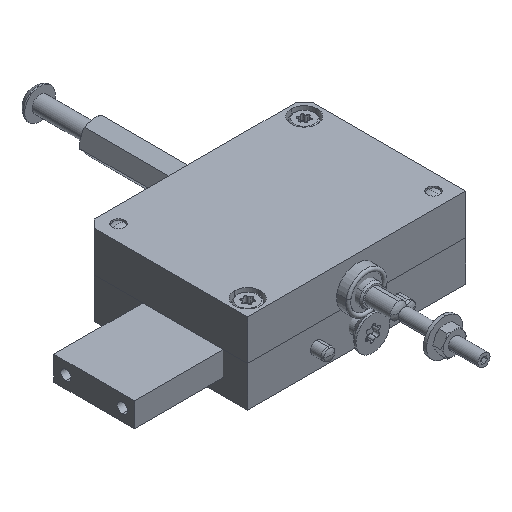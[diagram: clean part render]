
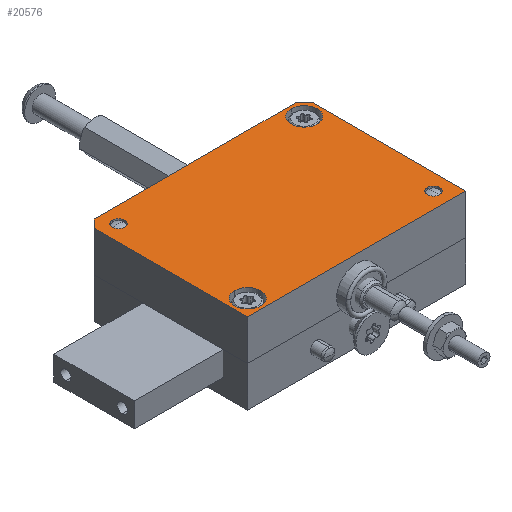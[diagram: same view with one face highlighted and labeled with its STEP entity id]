
A CAD part, isometric view. The second image highlights one B-rep face of the part: STEP entity #20576.
In plain terms, the highlighted face is planar.
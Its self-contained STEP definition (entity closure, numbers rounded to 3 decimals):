
#27 = CARTESIAN_POINT ( 'NONE',  ( -16., 4., -5. ) ) ;
#149 = ORIENTED_EDGE ( 'NONE', *, *, #4352, .F. ) ;
#840 = EDGE_CURVE ( 'NONE', #12195, #18472, #19331, .T. ) ;
#1201 = AXIS2_PLACEMENT_3D ( 'NONE', #13190, #22398, #11937 ) ;
#1232 = EDGE_CURVE ( 'NONE', #1576, #8822, #16345, .T. ) ;
#1576 = VERTEX_POINT ( 'NONE', #13424 ) ;
#1704 = DIRECTION ( 'NONE',  ( -0.707, 0.707, 0. ) ) ;
#1713 = EDGE_CURVE ( 'NONE', #10237, #21229, #21381, .T. ) ;
#1719 = DIRECTION ( 'NONE',  ( 0., 0., -1. ) ) ;
#2113 = VERTEX_POINT ( 'NONE', #15524 ) ;
#2332 = CIRCLE ( 'NONE', #8052, 3.25 ) ;
#2344 = ORIENTED_EDGE ( 'NONE', *, *, #7848, .T. ) ;
#2687 = CARTESIAN_POINT ( 'NONE',  ( 17.525, 4., -5. ) ) ;
#2724 = CARTESIAN_POINT ( 'NONE',  ( 14.475, 4., -5. ) ) ;
#2821 = CARTESIAN_POINT ( 'NONE',  ( 19.25, 50., -5. ) ) ;
#2888 = FACE_BOUND ( 'NONE', #20077, .T. ) ;
#3106 = CARTESIAN_POINT ( 'NONE',  ( -20., 0., -5. ) ) ;
#3158 = VECTOR ( 'NONE', #1704, 1000. ) ;
#3280 = DIRECTION ( 'NONE',  ( -1., 0., 0. ) ) ;
#3385 = EDGE_CURVE ( 'NONE', #2113, #16829, #8909, .T. ) ;
#3530 = VERTEX_POINT ( 'NONE', #2821 ) ;
#3780 = DIRECTION ( 'NONE',  ( 1., 0., 0. ) ) ;
#3951 = CIRCLE ( 'NONE', #1201, 3.25 ) ;
#3957 = AXIS2_PLACEMENT_3D ( 'NONE', #16713, #21938, #3780 ) ;
#4087 = DIRECTION ( 'NONE',  ( 0., 0., 1. ) ) ;
#4197 = VECTOR ( 'NONE', #21579, 1000. ) ;
#4288 = CARTESIAN_POINT ( 'NONE',  ( 16., 4., -5. ) ) ;
#4352 = EDGE_CURVE ( 'NONE', #3530, #13317, #3951, .T. ) ;
#4423 = EDGE_CURVE ( 'NONE', #10237, #18472, #5587, .T. ) ;
#4517 = CIRCLE ( 'NONE', #21069, 1.525 ) ;
#4566 = ORIENTED_EDGE ( 'NONE', *, *, #5274, .F. ) ;
#4877 = EDGE_LOOP ( 'NONE', ( #8060, #149 ) ) ;
#4930 = CARTESIAN_POINT ( 'NONE',  ( -16., 4., -5. ) ) ;
#5041 = LINE ( 'NONE', #18269, #4197 ) ;
#5048 = LINE ( 'NONE', #8627, #3158 ) ;
#5063 = VERTEX_POINT ( 'NONE', #20511 ) ;
#5223 = AXIS2_PLACEMENT_3D ( 'NONE', #27, #1719, #15709 ) ;
#5274 = EDGE_CURVE ( 'NONE', #8822, #1576, #2332, .T. ) ;
#5529 = EDGE_CURVE ( 'NONE', #12195, #15069, #5041, .T. ) ;
#5587 = LINE ( 'NONE', #20689, #18514 ) ;
#5615 = VERTEX_POINT ( 'NONE', #2724 ) ;
#5806 = DIRECTION ( 'NONE',  ( 1., 0., 0. ) ) ;
#5837 = DIRECTION ( 'NONE',  ( 1., 0., 0. ) ) ;
#5983 = CARTESIAN_POINT ( 'NONE',  ( 20., 54., -5. ) ) ;
#6089 = CARTESIAN_POINT ( 'NONE',  ( 16., 4., -5. ) ) ;
#6263 = VECTOR ( 'NONE', #10004, 1000. ) ;
#6637 = AXIS2_PLACEMENT_3D ( 'NONE', #4288, #14522, #5806 ) ;
#6742 = ORIENTED_EDGE ( 'NONE', *, *, #15393, .T. ) ;
#6770 = ORIENTED_EDGE ( 'NONE', *, *, #3385, .T. ) ;
#7049 = DIRECTION ( 'NONE',  ( 0., 0., 1. ) ) ;
#7205 = ORIENTED_EDGE ( 'NONE', *, *, #12155, .T. ) ;
#7456 = ORIENTED_EDGE ( 'NONE', *, *, #5529, .F. ) ;
#7480 = FACE_OUTER_BOUND ( 'NONE', #10531, .T. ) ;
#7848 = EDGE_CURVE ( 'NONE', #13129, #5615, #18659, .T. ) ;
#7982 = AXIS2_PLACEMENT_3D ( 'NONE', #20469, #10032, #18821 ) ;
#8052 = AXIS2_PLACEMENT_3D ( 'NONE', #4930, #18738, #18814 ) ;
#8060 = ORIENTED_EDGE ( 'NONE', *, *, #8537, .F. ) ;
#8537 = EDGE_CURVE ( 'NONE', #13317, #3530, #9549, .T. ) ;
#8627 = CARTESIAN_POINT ( 'NONE',  ( -20., 2., -5. ) ) ;
#8794 = EDGE_CURVE ( 'NONE', #5615, #13129, #11170, .T. ) ;
#8822 = VERTEX_POINT ( 'NONE', #17364 ) ;
#8880 = ORIENTED_EDGE ( 'NONE', *, *, #1232, .F. ) ;
#8909 = CIRCLE ( 'NONE', #19326, 1.525 ) ;
#8983 = DIRECTION ( 'NONE',  ( 1., 0., 0. ) ) ;
#9153 = EDGE_LOOP ( 'NONE', ( #8880, #4566 ) ) ;
#9355 = VECTOR ( 'NONE', #12393, 1000. ) ;
#9549 = CIRCLE ( 'NONE', #7982, 3.25 ) ;
#10004 = DIRECTION ( 'NONE',  ( -1., 0., 0. ) ) ;
#10032 = DIRECTION ( 'NONE',  ( 0., 0., -1. ) ) ;
#10083 = DIRECTION ( 'NONE',  ( 0.707, 0.707, 0. ) ) ;
#10090 = EDGE_CURVE ( 'NONE', #5063, #15069, #5048, .T. ) ;
#10196 = EDGE_LOOP ( 'NONE', ( #2344, #18128 ) ) ;
#10237 = VERTEX_POINT ( 'NONE', #5983 ) ;
#10531 = EDGE_LOOP ( 'NONE', ( #7205, #18038, #7456, #12891, #17316, #22564 ) ) ;
#10861 = CARTESIAN_POINT ( 'NONE',  ( -16., 50., -5. ) ) ;
#11170 = CIRCLE ( 'NONE', #16707, 1.525 ) ;
#11241 = CARTESIAN_POINT ( 'NONE',  ( -20., 52., -5. ) ) ;
#11773 = DIRECTION ( 'NONE',  ( 1., 0., 0. ) ) ;
#11915 = CARTESIAN_POINT ( 'NONE',  ( 20., 0., -5. ) ) ;
#11937 = DIRECTION ( 'NONE',  ( -1., 0., 0. ) ) ;
#12155 = EDGE_CURVE ( 'NONE', #21229, #5063, #21323, .T. ) ;
#12195 = VERTEX_POINT ( 'NONE', #11241 ) ;
#12393 = DIRECTION ( 'NONE',  ( 0., -1., 0. ) ) ;
#12891 = ORIENTED_EDGE ( 'NONE', *, *, #840, .T. ) ;
#13129 = VERTEX_POINT ( 'NONE', #2687 ) ;
#13190 = CARTESIAN_POINT ( 'NONE',  ( 16., 50., -5. ) ) ;
#13317 = VERTEX_POINT ( 'NONE', #15838 ) ;
#13422 = CARTESIAN_POINT ( 'NONE',  ( -20., 2., -5. ) ) ;
#13424 = CARTESIAN_POINT ( 'NONE',  ( -19.25, 4., -5. ) ) ;
#14522 = DIRECTION ( 'NONE',  ( 0., 0., 1. ) ) ;
#15069 = VERTEX_POINT ( 'NONE', #13422 ) ;
#15393 = EDGE_CURVE ( 'NONE', #16829, #2113, #4517, .T. ) ;
#15448 = CARTESIAN_POINT ( 'NONE',  ( -18., 54., -5. ) ) ;
#15507 = FACE_BOUND ( 'NONE', #10196, .T. ) ;
#15524 = CARTESIAN_POINT ( 'NONE',  ( -17.525, 50., -5. ) ) ;
#15709 = DIRECTION ( 'NONE',  ( -1., 0., 0. ) ) ;
#15838 = CARTESIAN_POINT ( 'NONE',  ( 12.75, 50., -5. ) ) ;
#16345 = CIRCLE ( 'NONE', #5223, 3.25 ) ;
#16366 = CARTESIAN_POINT ( 'NONE',  ( -16., 50., -5. ) ) ;
#16707 = AXIS2_PLACEMENT_3D ( 'NONE', #6089, #22232, #11773 ) ;
#16713 = CARTESIAN_POINT ( 'NONE',  ( -20., 54., -5. ) ) ;
#16829 = VERTEX_POINT ( 'NONE', #18295 ) ;
#16946 = PLANE ( 'NONE',  #3957 ) ;
#17289 = CARTESIAN_POINT ( 'NONE',  ( -18., 54., -5. ) ) ;
#17316 = ORIENTED_EDGE ( 'NONE', *, *, #4423, .F. ) ;
#17364 = CARTESIAN_POINT ( 'NONE',  ( -12.75, 4., -5. ) ) ;
#17523 = CARTESIAN_POINT ( 'NONE',  ( 20., 54., -5. ) ) ;
#17944 = FACE_BOUND ( 'NONE', #9153, .T. ) ;
#18038 = ORIENTED_EDGE ( 'NONE', *, *, #10090, .T. ) ;
#18128 = ORIENTED_EDGE ( 'NONE', *, *, #8794, .T. ) ;
#18269 = CARTESIAN_POINT ( 'NONE',  ( -20., 54., -5. ) ) ;
#18295 = CARTESIAN_POINT ( 'NONE',  ( -14.475, 50., -5. ) ) ;
#18472 = VERTEX_POINT ( 'NONE', #17289 ) ;
#18514 = VECTOR ( 'NONE', #3280, 1000. ) ;
#18659 = CIRCLE ( 'NONE', #6637, 1.525 ) ;
#18738 = DIRECTION ( 'NONE',  ( 0., 0., -1. ) ) ;
#18814 = DIRECTION ( 'NONE',  ( -1., 0., 0. ) ) ;
#18821 = DIRECTION ( 'NONE',  ( -1., 0., 0. ) ) ;
#18841 = VECTOR ( 'NONE', #10083, 1000. ) ;
#19326 = AXIS2_PLACEMENT_3D ( 'NONE', #10861, #7049, #8983 ) ;
#19331 = LINE ( 'NONE', #15448, #18841 ) ;
#20077 = EDGE_LOOP ( 'NONE', ( #6742, #6770 ) ) ;
#20469 = CARTESIAN_POINT ( 'NONE',  ( 16., 50., -5. ) ) ;
#20511 = CARTESIAN_POINT ( 'NONE',  ( -18., 0., -5. ) ) ;
#20576 = ADVANCED_FACE ( 'NONE', ( #2888, #15507, #7480, #17944, #20655 ), #16946, .F. ) ;
#20655 = FACE_BOUND ( 'NONE', #4877, .T. ) ;
#20689 = CARTESIAN_POINT ( 'NONE',  ( -20., 54., -5. ) ) ;
#21069 = AXIS2_PLACEMENT_3D ( 'NONE', #16366, #4087, #5837 ) ;
#21229 = VERTEX_POINT ( 'NONE', #11915 ) ;
#21323 = LINE ( 'NONE', #3106, #6263 ) ;
#21381 = LINE ( 'NONE', #17523, #9355 ) ;
#21579 = DIRECTION ( 'NONE',  ( 0., -1., 0. ) ) ;
#21938 = DIRECTION ( 'NONE',  ( 0., 0., 1. ) ) ;
#22232 = DIRECTION ( 'NONE',  ( 0., 0., 1. ) ) ;
#22398 = DIRECTION ( 'NONE',  ( 0., 0., -1. ) ) ;
#22564 = ORIENTED_EDGE ( 'NONE', *, *, #1713, .T. ) ;
